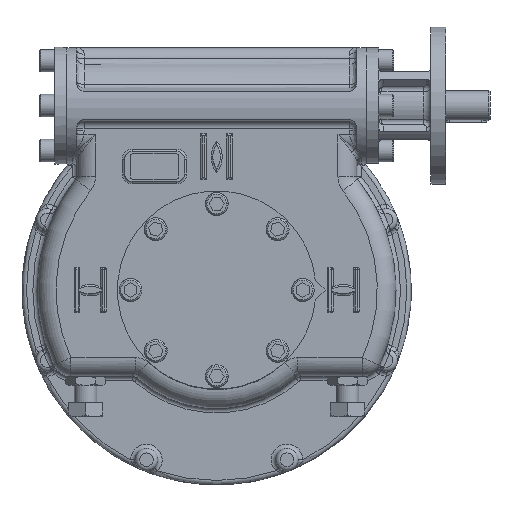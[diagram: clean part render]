
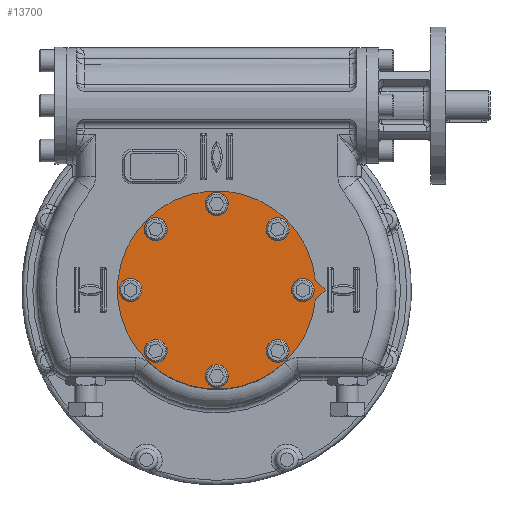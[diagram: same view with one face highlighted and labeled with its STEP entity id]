
A CAD part, top view. The second image highlights one B-rep face of the part: STEP entity #13700.
In plain terms, the highlighted planar face has unit normal (0, 0, 1).
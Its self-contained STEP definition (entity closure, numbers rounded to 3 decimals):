
#1105=LINE('',#31645,#1908);
#1108=LINE('',#31650,#1911);
#1908=VECTOR('',#18354,1000.);
#1911=VECTOR('',#18359,1000.);
#2359=PLANE('',#15389);
#2729=CIRCLE('',#15377,132.5);
#2738=CIRCLE('',#15390,10.5);
#2739=CIRCLE('',#15391,10.5);
#2740=CIRCLE('',#15392,10.5);
#2741=CIRCLE('',#15393,10.5);
#2742=CIRCLE('',#15394,10.5);
#2743=CIRCLE('',#15395,10.5);
#2744=CIRCLE('',#15396,10.5);
#2745=CIRCLE('',#15397,10.5);
#5410=ORIENTED_EDGE('',*,*,#8184,.F.);
#5411=ORIENTED_EDGE('',*,*,#8185,.F.);
#5412=ORIENTED_EDGE('',*,*,#8186,.F.);
#5413=ORIENTED_EDGE('',*,*,#8187,.F.);
#5414=ORIENTED_EDGE('',*,*,#8188,.F.);
#5415=ORIENTED_EDGE('',*,*,#8189,.F.);
#5416=ORIENTED_EDGE('',*,*,#8190,.F.);
#5417=ORIENTED_EDGE('',*,*,#8191,.F.);
#5418=ORIENTED_EDGE('',*,*,#8169,.F.);
#5419=ORIENTED_EDGE('',*,*,#8175,.F.);
#5420=ORIENTED_EDGE('',*,*,#8172,.F.);
#8169=EDGE_CURVE('',#9894,#9895,#2729,.T.);
#8172=EDGE_CURVE('',#9895,#9897,#1105,.T.);
#8175=EDGE_CURVE('',#9897,#9894,#1108,.T.);
#8184=EDGE_CURVE('',#9906,#9906,#2738,.T.);
#8185=EDGE_CURVE('',#9907,#9907,#2739,.T.);
#8186=EDGE_CURVE('',#9908,#9908,#2740,.T.);
#8187=EDGE_CURVE('',#9909,#9909,#2741,.T.);
#8188=EDGE_CURVE('',#9910,#9910,#2742,.T.);
#8189=EDGE_CURVE('',#9911,#9911,#2743,.T.);
#8190=EDGE_CURVE('',#9912,#9912,#2744,.T.);
#8191=EDGE_CURVE('',#9913,#9913,#2745,.T.);
#9894=VERTEX_POINT('',#31638);
#9895=VERTEX_POINT('',#31640);
#9897=VERTEX_POINT('',#31646);
#9906=VERTEX_POINT('',#31670);
#9907=VERTEX_POINT('',#31672);
#9908=VERTEX_POINT('',#31674);
#9909=VERTEX_POINT('',#31676);
#9910=VERTEX_POINT('',#31678);
#9911=VERTEX_POINT('',#31680);
#9912=VERTEX_POINT('',#31682);
#9913=VERTEX_POINT('',#31684);
#11598=EDGE_LOOP('',(#5410));
#11599=EDGE_LOOP('',(#5411));
#11600=EDGE_LOOP('',(#5412));
#11601=EDGE_LOOP('',(#5413));
#11602=EDGE_LOOP('',(#5414));
#11603=EDGE_LOOP('',(#5415));
#11604=EDGE_LOOP('',(#5416));
#11605=EDGE_LOOP('',(#5417));
#11606=EDGE_LOOP('',(#5418,#5419,#5420));
#12695=FACE_BOUND('',#11598,.T.);
#12696=FACE_BOUND('',#11599,.T.);
#12697=FACE_BOUND('',#11600,.T.);
#12698=FACE_BOUND('',#11601,.T.);
#12699=FACE_BOUND('',#11602,.T.);
#12700=FACE_BOUND('',#11603,.T.);
#12701=FACE_BOUND('',#11604,.T.);
#12702=FACE_BOUND('',#11605,.T.);
#12703=FACE_BOUND('',#11606,.T.);
#13700=ADVANCED_FACE('',(#12695,#12696,#12697,#12698,#12699,#12700,#12701,
#12702,#12703),#2359,.F.);
#15377=AXIS2_PLACEMENT_3D('',#31639,#18348,#18349);
#15389=AXIS2_PLACEMENT_3D('',#31668,#18378,#18379);
#15390=AXIS2_PLACEMENT_3D('',#31669,#18380,#18381);
#15391=AXIS2_PLACEMENT_3D('',#31671,#18382,#18383);
#15392=AXIS2_PLACEMENT_3D('',#31673,#18384,#18385);
#15393=AXIS2_PLACEMENT_3D('',#31675,#18386,#18387);
#15394=AXIS2_PLACEMENT_3D('',#31677,#18388,#18389);
#15395=AXIS2_PLACEMENT_3D('',#31679,#18390,#18391);
#15396=AXIS2_PLACEMENT_3D('',#31681,#18392,#18393);
#15397=AXIS2_PLACEMENT_3D('',#31683,#18394,#18395);
#18348=DIRECTION('',(0.,0.,-1.));
#18349=DIRECTION('',(1.,0.,0.));
#18354=DIRECTION('',(0.707,-0.707,0.));
#18359=DIRECTION('',(-0.707,-0.707,0.));
#18378=DIRECTION('',(0.,0.,-1.));
#18379=DIRECTION('',(-1.,0.,0.));
#18380=DIRECTION('',(0.,0.,1.));
#18381=DIRECTION('',(1.,0.,0.));
#18382=DIRECTION('',(0.,0.,1.));
#18383=DIRECTION('',(0.707,-0.707,0.));
#18384=DIRECTION('',(0.,0.,1.));
#18385=DIRECTION('',(0.,-1.,0.));
#18386=DIRECTION('',(0.,0.,1.));
#18387=DIRECTION('',(-0.707,-0.707,0.));
#18388=DIRECTION('',(0.,0.,1.));
#18389=DIRECTION('',(-1.,0.,0.));
#18390=DIRECTION('',(0.,0.,1.));
#18391=DIRECTION('',(-0.707,0.707,0.));
#18392=DIRECTION('',(0.,0.,1.));
#18393=DIRECTION('',(0.,1.,0.));
#18394=DIRECTION('',(0.,0.,1.));
#18395=DIRECTION('',(0.707,0.707,0.));
#31638=CARTESIAN_POINT('',(131.845,-13.155,70.25));
#31639=CARTESIAN_POINT('',(0.,0.,70.25));
#31640=CARTESIAN_POINT('',(131.845,13.155,70.25));
#31645=CARTESIAN_POINT('',(131.845,13.155,70.25));
#31646=CARTESIAN_POINT('',(145.,0.,70.25));
#31650=CARTESIAN_POINT('',(145.,0.,70.25));
#31668=CARTESIAN_POINT('',(0.,0.,70.25));
#31669=CARTESIAN_POINT('',(0.,115.,70.25));
#31670=CARTESIAN_POINT('',(10.5,115.,70.25));
#31671=CARTESIAN_POINT('',(81.317,81.317,70.25));
#31672=CARTESIAN_POINT('',(88.742,73.893,70.25));
#31673=CARTESIAN_POINT('',(115.,0.,70.25));
#31674=CARTESIAN_POINT('',(115.,-10.5,70.25));
#31675=CARTESIAN_POINT('',(81.317,-81.317,70.25));
#31676=CARTESIAN_POINT('',(73.893,-88.742,70.25));
#31677=CARTESIAN_POINT('',(0.,-115.,70.25));
#31678=CARTESIAN_POINT('',(-10.5,-115.,70.25));
#31679=CARTESIAN_POINT('',(-81.317,-81.317,70.25));
#31680=CARTESIAN_POINT('',(-88.742,-73.893,70.25));
#31681=CARTESIAN_POINT('',(-115.,0.,70.25));
#31682=CARTESIAN_POINT('',(-115.,10.5,70.25));
#31683=CARTESIAN_POINT('',(-81.317,81.317,70.25));
#31684=CARTESIAN_POINT('',(-73.893,88.742,70.25));
